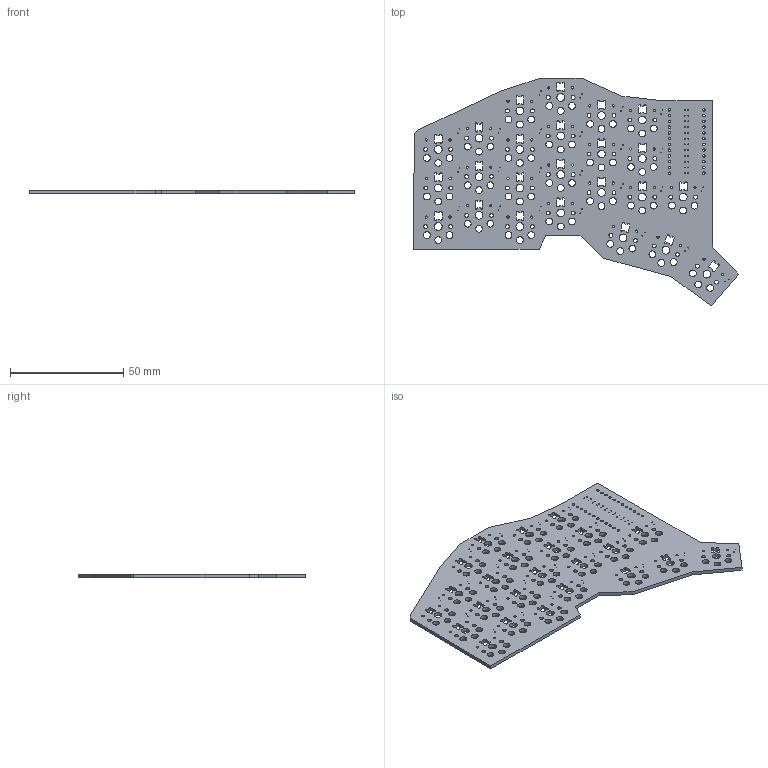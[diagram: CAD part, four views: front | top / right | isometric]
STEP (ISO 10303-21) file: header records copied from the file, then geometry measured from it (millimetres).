
FILE_DESCRIPTION(('KiCad electronic assembly'),'2;1');
FILE_NAME('kb40.step','2023-02-17T15:21:50',('Pcbnew'),('Kicad'), 'Open CASCADE STEP processor 7.6','KiCad to STEP converter','Unknown' );
FILE_SCHEMA(('AUTOMOTIVE_DESIGN { 1 0 10303 214 1 1 1 1 }'));
Length unit declared in the file: millimetre
Products named in the file (2): kb40 1; kb40 PCB
Assembly tree (1 placements, depth 2):
  kb40 1
    kb40 PCB
Bounding box: 143.5 x 100.5 x 1.6 mm (x, y, z)
Volume: 13292.8 mm3; surface area: 20295.9 mm2
Topology: 1 solids, 1 shells, 596 faces, 1782 edges, 1188 vertices
Faces by surface type: cylinder 480, plane 116
Full cylindrical faces by diameter (mm): 0.3 x48, 0.4 x24, 0.991 x48, 1.1 x24, 1.702 x48, 3 x72, 3.429 x24
Entity records: 47927 total; most frequent: CARTESIAN_POINT 12892, DIRECTION 6542, ORIENTED_EDGE 3564, PCURVE 3564, DEFINITIONAL_REPRESENTATION 3564, LINE 3426, VECTOR 3426, EDGE_CURVE 1782
